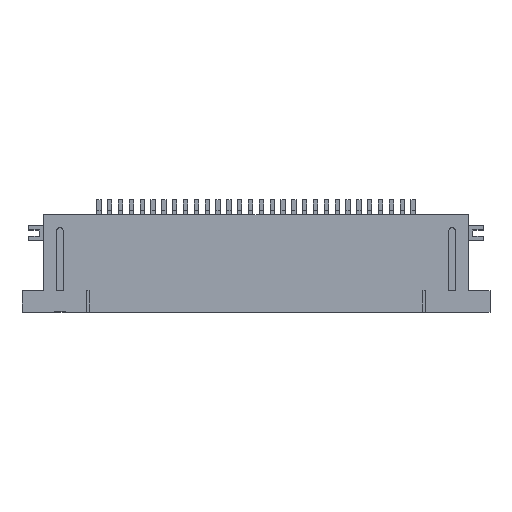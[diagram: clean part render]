
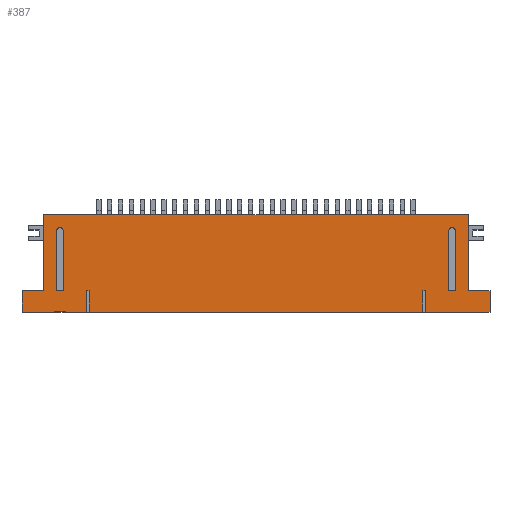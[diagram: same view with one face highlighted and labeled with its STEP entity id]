
A CAD part, top view. The second image highlights one B-rep face of the part: STEP entity #387.
In plain terms, the highlighted planar face has unit normal (0, 0, 1).
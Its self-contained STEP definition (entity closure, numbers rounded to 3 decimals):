
#132=CIRCLE('',#14550,0.15);
#133=CIRCLE('',#14551,0.15);
#318=FACE_BOUND('',#2442,.T.);
#319=FACE_BOUND('',#2443,.T.);
#320=FACE_BOUND('',#2444,.T.);
#387=ADVANCED_FACE('',(#318,#319,#320),#1103,.T.);
#1103=PLANE('',#14552);
#2442=EDGE_LOOP('',(#3760,#3761,#3762,#3763));
#2443=EDGE_LOOP('',(#3764,#3765,#3766,#3767));
#2444=EDGE_LOOP('',(#3768,#3769,#3770,#3771,#3772,#3773,#3774,#3775,#3776,
#3777,#3778,#3779,#3780,#3781,#3782,#3783,#3784,#3785,#3786,#3787));
#3760=ORIENTED_EDGE('',*,*,#9193,.F.);
#3761=ORIENTED_EDGE('',*,*,#9194,.T.);
#3762=ORIENTED_EDGE('',*,*,#9195,.F.);
#3763=ORIENTED_EDGE('',*,*,#9196,.F.);
#3764=ORIENTED_EDGE('',*,*,#9197,.F.);
#3765=ORIENTED_EDGE('',*,*,#9198,.T.);
#3766=ORIENTED_EDGE('',*,*,#9199,.F.);
#3767=ORIENTED_EDGE('',*,*,#9200,.F.);
#3768=ORIENTED_EDGE('',*,*,#9201,.T.);
#3769=ORIENTED_EDGE('',*,*,#8895,.F.);
#3770=ORIENTED_EDGE('',*,*,#9036,.T.);
#3771=ORIENTED_EDGE('',*,*,#8830,.T.);
#3772=ORIENTED_EDGE('',*,*,#9202,.T.);
#3773=ORIENTED_EDGE('',*,*,#9203,.T.);
#3774=ORIENTED_EDGE('',*,*,#9204,.F.);
#3775=ORIENTED_EDGE('',*,*,#9205,.F.);
#3776=ORIENTED_EDGE('',*,*,#9206,.F.);
#3777=ORIENTED_EDGE('',*,*,#9207,.T.);
#3778=ORIENTED_EDGE('',*,*,#9208,.F.);
#3779=ORIENTED_EDGE('',*,*,#9209,.F.);
#3780=ORIENTED_EDGE('',*,*,#9173,.F.);
#3781=ORIENTED_EDGE('',*,*,#9210,.T.);
#3782=ORIENTED_EDGE('',*,*,#9211,.F.);
#3783=ORIENTED_EDGE('',*,*,#9212,.F.);
#3784=ORIENTED_EDGE('',*,*,#9189,.F.);
#3785=ORIENTED_EDGE('',*,*,#9213,.T.);
#3786=ORIENTED_EDGE('',*,*,#9214,.F.);
#3787=ORIENTED_EDGE('',*,*,#9215,.F.);
#7453=VERTEX_POINT('',#19419);
#7454=VERTEX_POINT('',#19421);
#7508=VERTEX_POINT('',#19549);
#7509=VERTEX_POINT('',#19551);
#7741=VERTEX_POINT('',#20065);
#7745=VERTEX_POINT('',#20073);
#7752=VERTEX_POINT('',#20101);
#7753=VERTEX_POINT('',#20103);
#7756=VERTEX_POINT('',#20111);
#7757=VERTEX_POINT('',#20112);
#7758=VERTEX_POINT('',#20114);
#7759=VERTEX_POINT('',#20116);
#7760=VERTEX_POINT('',#20119);
#7761=VERTEX_POINT('',#20120);
#7762=VERTEX_POINT('',#20122);
#7763=VERTEX_POINT('',#20124);
#7764=VERTEX_POINT('',#20127);
#7765=VERTEX_POINT('',#20129);
#7766=VERTEX_POINT('',#20131);
#7767=VERTEX_POINT('',#20133);
#7768=VERTEX_POINT('',#20135);
#7769=VERTEX_POINT('',#20137);
#7770=VERTEX_POINT('',#20139);
#7771=VERTEX_POINT('',#20141);
#7772=VERTEX_POINT('',#20144);
#7773=VERTEX_POINT('',#20146);
#7774=VERTEX_POINT('',#20149);
#7775=VERTEX_POINT('',#20151);
#8830=EDGE_CURVE('',#7454,#7453,#10900,.T.);
#8895=EDGE_CURVE('',#7508,#7509,#10965,.T.);
#9036=EDGE_CURVE('',#7508,#7454,#11106,.T.);
#9173=EDGE_CURVE('',#7745,#7741,#11243,.T.);
#9189=EDGE_CURVE('',#7752,#7753,#11255,.T.);
#9193=EDGE_CURVE('',#7756,#7757,#11259,.T.);
#9194=EDGE_CURVE('',#7756,#7758,#11260,.T.);
#9195=EDGE_CURVE('',#7759,#7758,#11261,.T.);
#9196=EDGE_CURVE('',#7757,#7759,#132,.T.);
#9197=EDGE_CURVE('',#7760,#7761,#11262,.T.);
#9198=EDGE_CURVE('',#7760,#7762,#11263,.T.);
#9199=EDGE_CURVE('',#7763,#7762,#11264,.T.);
#9200=EDGE_CURVE('',#7761,#7763,#133,.T.);
#9201=EDGE_CURVE('',#7764,#7509,#11265,.T.);
#9202=EDGE_CURVE('',#7453,#7765,#11266,.T.);
#9203=EDGE_CURVE('',#7765,#7766,#11267,.T.);
#9204=EDGE_CURVE('',#7767,#7766,#11268,.T.);
#9205=EDGE_CURVE('',#7768,#7767,#11269,.T.);
#9206=EDGE_CURVE('',#7769,#7768,#11270,.T.);
#9207=EDGE_CURVE('',#7769,#7770,#11271,.T.);
#9208=EDGE_CURVE('',#7771,#7770,#11272,.T.);
#9209=EDGE_CURVE('',#7741,#7771,#11273,.T.);
#9210=EDGE_CURVE('',#7745,#7772,#11274,.T.);
#9211=EDGE_CURVE('',#7773,#7772,#11275,.T.);
#9212=EDGE_CURVE('',#7753,#7773,#11276,.T.);
#9213=EDGE_CURVE('',#7752,#7774,#11277,.T.);
#9214=EDGE_CURVE('',#7775,#7774,#11278,.T.);
#9215=EDGE_CURVE('',#7764,#7775,#11279,.T.);
#10900=LINE('',#19420,#12782);
#10965=LINE('',#19550,#12847);
#11106=LINE('',#19831,#12988);
#11243=LINE('',#20074,#13125);
#11255=LINE('',#20102,#13137);
#11259=LINE('',#20110,#13141);
#11260=LINE('',#20113,#13142);
#11261=LINE('',#20115,#13143);
#11262=LINE('',#20118,#13144);
#11263=LINE('',#20121,#13145);
#11264=LINE('',#20123,#13146);
#11265=LINE('',#20126,#13147);
#11266=LINE('',#20128,#13148);
#11267=LINE('',#20130,#13149);
#11268=LINE('',#20132,#13150);
#11269=LINE('',#20134,#13151);
#11270=LINE('',#20136,#13152);
#11271=LINE('',#20138,#13153);
#11272=LINE('',#20140,#13154);
#11273=LINE('',#20142,#13155);
#11274=LINE('',#20143,#13156);
#11275=LINE('',#20145,#13157);
#11276=LINE('',#20147,#13158);
#11277=LINE('',#20148,#13159);
#11278=LINE('',#20150,#13160);
#11279=LINE('',#20152,#13161);
#12782=VECTOR('',#15581,1.);
#12847=VECTOR('',#15666,1.);
#12988=VECTOR('',#15819,1.);
#13125=VECTOR('',#15962,1.);
#13137=VECTOR('',#15992,1.);
#13141=VECTOR('',#15998,1.);
#13142=VECTOR('',#15999,1.);
#13143=VECTOR('',#16000,1.);
#13144=VECTOR('',#16003,1.);
#13145=VECTOR('',#16004,1.);
#13146=VECTOR('',#16005,1.);
#13147=VECTOR('',#16008,1.);
#13148=VECTOR('',#16009,1.);
#13149=VECTOR('',#16010,1.);
#13150=VECTOR('',#16011,1.);
#13151=VECTOR('',#16012,1.);
#13152=VECTOR('',#16013,1.);
#13153=VECTOR('',#16014,1.);
#13154=VECTOR('',#16015,1.);
#13155=VECTOR('',#16016,1.);
#13156=VECTOR('',#16017,1.);
#13157=VECTOR('',#16018,1.);
#13158=VECTOR('',#16019,1.);
#13159=VECTOR('',#16020,1.);
#13160=VECTOR('',#16021,1.);
#13161=VECTOR('',#16022,1.);
#14550=AXIS2_PLACEMENT_3D('',#20117,#16001,#16002);
#14551=AXIS2_PLACEMENT_3D('',#20125,#16006,#16007);
#14552=AXIS2_PLACEMENT_3D('',#20153,#16023,#16024);
#15581=DIRECTION('',(0.,-1.,0.));
#15666=DIRECTION('',(0.,-1.,0.));
#15819=DIRECTION('',(-1.,0.,0.));
#15962=DIRECTION('',(-1.,0.,0.));
#15992=DIRECTION('',(-1.,0.,0.));
#15998=DIRECTION('',(0.,1.,0.));
#15999=DIRECTION('',(-1.,0.,0.));
#16000=DIRECTION('',(0.,-1.,0.));
#16001=DIRECTION('',(0.,0.,1.));
#16002=DIRECTION('',(1.,0.,0.));
#16003=DIRECTION('',(0.,1.,0.));
#16004=DIRECTION('',(-1.,0.,0.));
#16005=DIRECTION('',(0.,-1.,0.));
#16006=DIRECTION('',(0.,0.,1.));
#16007=DIRECTION('',(1.,0.,0.));
#16008=DIRECTION('',(-1.,0.,0.));
#16009=DIRECTION('',(-1.,0.,0.));
#16010=DIRECTION('',(0.,-1.,0.));
#16011=DIRECTION('',(-1.,0.,0.));
#16012=DIRECTION('',(0.,-1.,0.));
#16013=DIRECTION('',(-1.,0.,0.));
#16014=DIRECTION('',(0.,-1.,0.));
#16015=DIRECTION('',(-1.,0.,0.));
#16016=DIRECTION('',(0.,-1.,0.));
#16017=DIRECTION('',(0.,-1.,0.));
#16018=DIRECTION('',(-1.,0.,0.));
#16019=DIRECTION('',(0.,-1.,0.));
#16020=DIRECTION('',(0.,-1.,0.));
#16021=DIRECTION('',(-1.,0.,0.));
#16022=DIRECTION('',(0.,-1.,0.));
#16023=DIRECTION('',(0.,0.,1.));
#16024=DIRECTION('',(1.,0.,0.));
#19419=CARTESIAN_POINT('',(-9.8,0.,2.12));
#19420=CARTESIAN_POINT('',(-9.8,3.5,2.12));
#19421=CARTESIAN_POINT('',(-9.8,3.5,2.12));
#19549=CARTESIAN_POINT('',(9.8,3.5,2.12));
#19550=CARTESIAN_POINT('',(9.8,3.5,2.12));
#19551=CARTESIAN_POINT('',(9.8,0.,2.12));
#19831=CARTESIAN_POINT('',(9.8,3.5,2.12));
#20065=CARTESIAN_POINT('',(-7.825,0.,2.12));
#20073=CARTESIAN_POINT('',(-7.7,0.,2.12));
#20074=CARTESIAN_POINT('',(9.8,0.,2.12));
#20101=CARTESIAN_POINT('',(7.825,0.,2.12));
#20102=CARTESIAN_POINT('',(9.8,0.,2.12));
#20103=CARTESIAN_POINT('',(7.7,0.,2.12));
#20110=CARTESIAN_POINT('',(-8.9,0.,2.12));
#20111=CARTESIAN_POINT('',(-8.9,0.,2.12));
#20112=CARTESIAN_POINT('',(-8.9,2.75,2.12));
#20113=CARTESIAN_POINT('',(10.8,0.,2.12));
#20114=CARTESIAN_POINT('',(-9.2,0.,2.12));
#20115=CARTESIAN_POINT('',(-9.2,2.75,2.12));
#20116=CARTESIAN_POINT('',(-9.2,2.75,2.12));
#20117=CARTESIAN_POINT('',(-9.05,2.75,2.12));
#20118=CARTESIAN_POINT('',(9.2,0.,2.12));
#20119=CARTESIAN_POINT('',(9.2,0.,2.12));
#20120=CARTESIAN_POINT('',(9.2,2.75,2.12));
#20121=CARTESIAN_POINT('',(10.8,0.,2.12));
#20122=CARTESIAN_POINT('',(8.9,0.,2.12));
#20123=CARTESIAN_POINT('',(8.9,2.75,2.12));
#20124=CARTESIAN_POINT('',(8.9,2.75,2.12));
#20125=CARTESIAN_POINT('',(9.05,2.75,2.12));
#20126=CARTESIAN_POINT('',(10.8,0.,2.12));
#20127=CARTESIAN_POINT('',(10.8,0.,2.12));
#20128=CARTESIAN_POINT('',(10.8,0.,2.12));
#20129=CARTESIAN_POINT('',(-10.8,0.,2.12));
#20130=CARTESIAN_POINT('',(-10.8,0.,2.12));
#20131=CARTESIAN_POINT('',(-10.8,-1.,2.12));
#20132=CARTESIAN_POINT('',(10.8,-1.,2.12));
#20133=CARTESIAN_POINT('',(-9.3,-1.,2.12));
#20134=CARTESIAN_POINT('',(-9.3,-0.95,2.12));
#20135=CARTESIAN_POINT('',(-9.3,-0.95,2.12));
#20136=CARTESIAN_POINT('',(-8.8,-0.95,2.12));
#20137=CARTESIAN_POINT('',(-8.8,-0.95,2.12));
#20138=CARTESIAN_POINT('',(-8.8,-0.95,2.12));
#20139=CARTESIAN_POINT('',(-8.8,-1.,2.12));
#20140=CARTESIAN_POINT('',(10.8,-1.,2.12));
#20141=CARTESIAN_POINT('',(-7.825,-1.,2.12));
#20142=CARTESIAN_POINT('',(-7.825,8.9,2.12));
#20143=CARTESIAN_POINT('',(-7.7,0.,2.12));
#20144=CARTESIAN_POINT('',(-7.7,-1.,2.12));
#20145=CARTESIAN_POINT('',(7.7,-1.,2.12));
#20146=CARTESIAN_POINT('',(7.7,-1.,2.12));
#20147=CARTESIAN_POINT('',(7.7,0.,2.12));
#20148=CARTESIAN_POINT('',(7.825,8.9,2.12));
#20149=CARTESIAN_POINT('',(7.825,-1.,2.12));
#20150=CARTESIAN_POINT('',(10.8,-1.,2.12));
#20151=CARTESIAN_POINT('',(10.8,-1.,2.12));
#20152=CARTESIAN_POINT('',(10.8,0.,2.12));
#20153=CARTESIAN_POINT('',(9.8,3.5,2.12));
